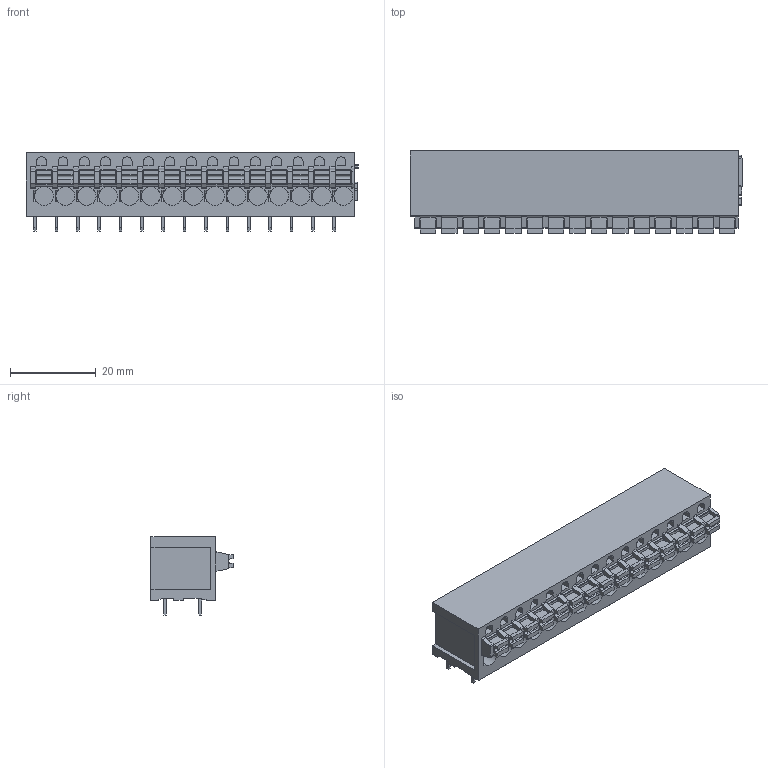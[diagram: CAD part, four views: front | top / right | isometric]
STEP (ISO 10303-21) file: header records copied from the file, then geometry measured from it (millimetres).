
FILE_DESCRIPTION(('CATIA V5 STEP Exchange','CAx-IF Rec.Pracs.--- Model Styling and Organization---1.2---2011-12-15'),'2;1');
FILE_NAME ('D1451190_0', '2018-09-07T09:55:50+00:00', ('none'), ('Weidmueller'), 'CATIA Version 5-6 Release 2014', 'CATIA V5 STEP AP214', 'none');
FILE_SCHEMA(('AUTOMOTIVE_DESIGN { 1 0 10303 214 1 1 1 1 }'));
Length unit declared in the file: millimetre
Products named in the file (1): 1331840000
Bounding box: 77.65 x 19.2 x 18.3 mm (x, y, z)
Volume: 16012.4 mm3; surface area: 9487.5 mm2
Topology: 46 solids, 46 shells, 1022 faces, 2691 edges, 1794 vertices
Faces by surface type: plane 793, cylinder 229
Entity records: 28441 total; most frequent: ORIENTED_EDGE 5382, CARTESIAN_POINT 5177, DIRECTION 3698, EDGE_CURVE 2691, VECTOR 2188, LINE 2188, VERTEX_POINT 1794, EDGE_LOOP 1055
